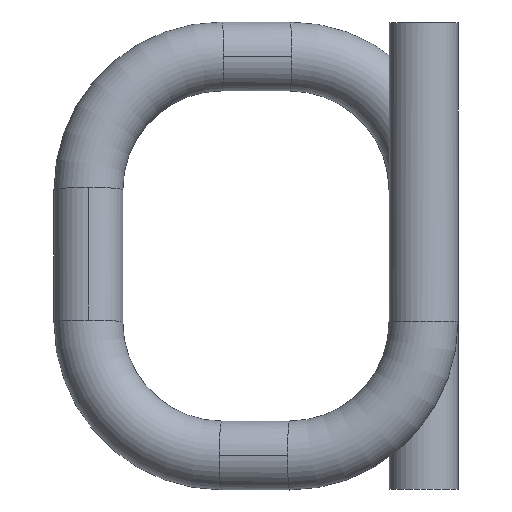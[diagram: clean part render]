
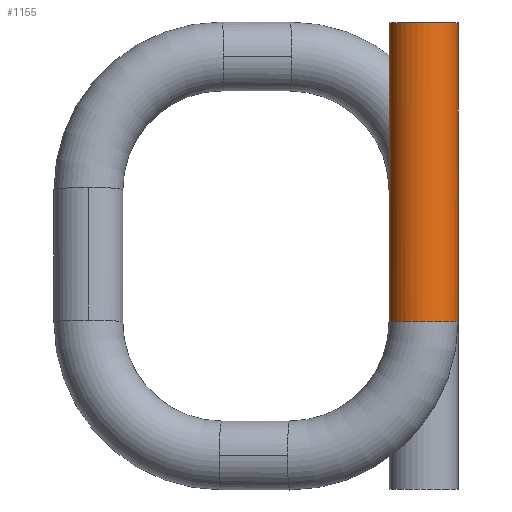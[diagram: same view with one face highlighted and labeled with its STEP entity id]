
A CAD part, left-side view. The second image highlights one B-rep face of the part: STEP entity #1155.
In plain terms, the highlighted cylindrical face has radius 0.169 mm (diameter 0.338 mm), a partial arc.
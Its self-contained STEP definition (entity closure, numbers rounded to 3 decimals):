
#37 = EDGE_CURVE ( 'NONE', #1937, #3008, #2978, .T. ) ;
#108 = VECTOR ( 'NONE', #2826, 1000. ) ;
#138 = DIRECTION ( 'NONE',  ( 0., -1., 0. ) ) ;
#163 = CYLINDRICAL_SURFACE ( 'NONE', #689, 0.169 ) ;
#264 = EDGE_LOOP ( 'NONE', ( #2280, #3086, #2658, #2753, #849 ) ) ;
#274 = VERTEX_POINT ( 'NONE', #510 ) ;
#510 = CARTESIAN_POINT ( 'NONE',  ( 0., -0.169, 0.165 ) ) ;
#634 = EDGE_CURVE ( 'NONE', #1937, #2449, #842, .T. ) ;
#689 = AXIS2_PLACEMENT_3D ( 'NONE', #2613, #707, #722 ) ;
#690 = CIRCLE ( 'NONE', #3144, 0.169 ) ;
#707 = DIRECTION ( 'NONE',  ( 0., 0., 1. ) ) ;
#719 = AXIS2_PLACEMENT_3D ( 'NONE', #3446, #1787, #138 ) ;
#722 = DIRECTION ( 'NONE',  ( 0., -1., 0. ) ) ;
#842 = LINE ( 'NONE', #912, #108 ) ;
#849 = ORIENTED_EDGE ( 'NONE', *, *, #1369, .T. ) ;
#912 = CARTESIAN_POINT ( 'NONE',  ( 0., 0.169, -1.299 ) ) ;
#948 = VECTOR ( 'NONE', #1189, 1000. ) ;
#981 = EDGE_CURVE ( 'NONE', #1955, #274, #1673, .T. ) ;
#1061 = AXIS2_PLACEMENT_3D ( 'NONE', #2797, #1151, #3062 ) ;
#1151 = DIRECTION ( 'NONE',  ( 0., 0., 1. ) ) ;
#1155 = ADVANCED_FACE ( 'NONE', ( #1248 ), #163, .T. ) ;
#1189 = DIRECTION ( 'NONE',  ( 0., 0., 1. ) ) ;
#1248 = FACE_OUTER_BOUND ( 'NONE', #264, .T. ) ;
#1369 = EDGE_CURVE ( 'NONE', #274, #2449, #690, .T. ) ;
#1415 = DIRECTION ( 'NONE',  ( 0., 0., -1. ) ) ;
#1561 = CARTESIAN_POINT ( 'NONE',  ( -0.011, -0.169, -1.299 ) ) ;
#1673 = LINE ( 'NONE', #2829, #948 ) ;
#1787 = DIRECTION ( 'NONE',  ( 0., 0., 1. ) ) ;
#1937 = VERTEX_POINT ( 'NONE', #2714 ) ;
#1955 = VERTEX_POINT ( 'NONE', #3545 ) ;
#2280 = ORIENTED_EDGE ( 'NONE', *, *, #634, .F. ) ;
#2449 = VERTEX_POINT ( 'NONE', #3103 ) ;
#2613 = CARTESIAN_POINT ( 'NONE',  ( 0., 0., -1.299 ) ) ;
#2658 = ORIENTED_EDGE ( 'NONE', *, *, #3280, .T. ) ;
#2714 = CARTESIAN_POINT ( 'NONE',  ( 0., 0.169, -1.299 ) ) ;
#2753 = ORIENTED_EDGE ( 'NONE', *, *, #981, .T. ) ;
#2797 = CARTESIAN_POINT ( 'NONE',  ( 0., 0., -1.299 ) ) ;
#2826 = DIRECTION ( 'NONE',  ( 0., 0., 1. ) ) ;
#2829 = CARTESIAN_POINT ( 'NONE',  ( 0., -0.169, -1.299 ) ) ;
#2978 = CIRCLE ( 'NONE', #1061, 0.169 ) ;
#3008 = VERTEX_POINT ( 'NONE', #1561 ) ;
#3046 = CARTESIAN_POINT ( 'NONE',  ( 0., 0., 0.165 ) ) ;
#3062 = DIRECTION ( 'NONE',  ( 0., -1., 0. ) ) ;
#3086 = ORIENTED_EDGE ( 'NONE', *, *, #37, .T. ) ;
#3103 = CARTESIAN_POINT ( 'NONE',  ( 0., 0.169, 0.165 ) ) ;
#3144 = AXIS2_PLACEMENT_3D ( 'NONE', #3046, #1415, #3327 ) ;
#3280 = EDGE_CURVE ( 'NONE', #3008, #1955, #3488, .T. ) ;
#3327 = DIRECTION ( 'NONE',  ( 0., -1., 0. ) ) ;
#3446 = CARTESIAN_POINT ( 'NONE',  ( 0., 0., -1.299 ) ) ;
#3488 = CIRCLE ( 'NONE', #719, 0.169 ) ;
#3545 = CARTESIAN_POINT ( 'NONE',  ( 0., -0.169, -1.299 ) ) ;
